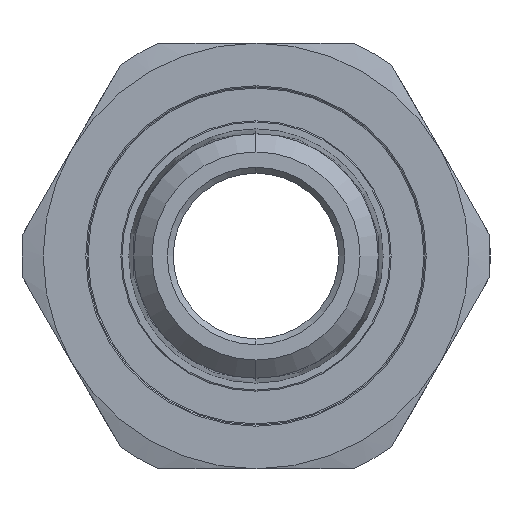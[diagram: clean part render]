
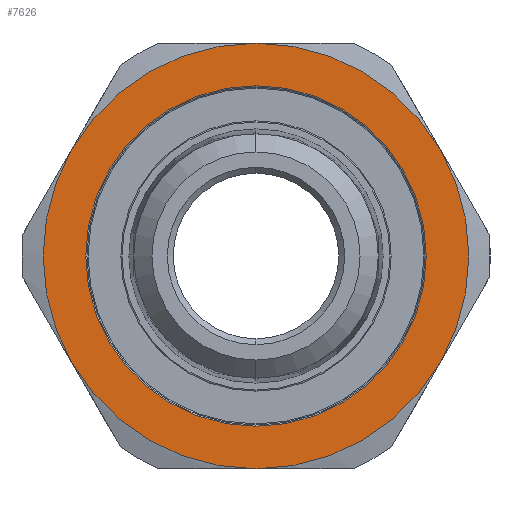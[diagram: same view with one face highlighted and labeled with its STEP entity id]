
A CAD part, left-side view. The second image highlights one B-rep face of the part: STEP entity #7626.
In plain terms, the highlighted planar face has unit normal (-1, 0, 0).
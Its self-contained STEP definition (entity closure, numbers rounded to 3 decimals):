
#243 = EDGE_CURVE ( 'NONE', #16058, #13281, #15414, .T. ) ;
#267 = EDGE_CURVE ( 'NONE', #4773, #16058, #15223, .T. ) ;
#312 = EDGE_CURVE ( 'NONE', #13298, #4773, #15239, .T. ) ;
#343 = EDGE_CURVE ( 'NONE', #5751, #13298, #15021, .T. ) ;
#489 = EDGE_CURVE ( 'NONE', #3360, #5751, #14659, .T. ) ;
#822 = AXIS2_PLACEMENT_3D ( 'NONE', #13469, #5906, #14716 ) ;
#870 = EDGE_CURVE ( 'NONE', #13281, #3360, #11983, .T. ) ;
#1005 = EDGE_CURVE ( 'NONE', #7123, #6555, #11360, .T. ) ;
#1171 = CIRCLE ( 'NONE', #822, 14.4 ) ;
#1613 = CARTESIAN_POINT ( 'NONE',  ( -18.5, 0., 18. ) ) ;
#1661 = DIRECTION ( 'NONE',  ( 0., 0., 1. ) ) ;
#2083 = CARTESIAN_POINT ( 'NONE',  ( -18.5, 0., 14.4 ) ) ;
#2269 = CARTESIAN_POINT ( 'NONE',  ( -18.5, 0., -14.4 ) ) ;
#2324 = EDGE_LOOP ( 'NONE', ( #5735, #5802, #5842, #5898, #5973, #6023 ) ) ;
#2459 = EDGE_LOOP ( 'NONE', ( #6083, #6153 ) ) ;
#3360 = VERTEX_POINT ( 'NONE', #14654 ) ;
#3679 = CARTESIAN_POINT ( 'NONE',  ( -18.5, 15.588, -9. ) ) ;
#4773 = VERTEX_POINT ( 'NONE', #13508 ) ;
#5045 = FACE_OUTER_BOUND ( 'NONE', #2324, .T. ) ;
#5735 = ORIENTED_EDGE ( 'NONE', *, *, #243, .F. ) ;
#5751 = VERTEX_POINT ( 'NONE', #9505 ) ;
#5802 = ORIENTED_EDGE ( 'NONE', *, *, #267, .F. ) ;
#5842 = ORIENTED_EDGE ( 'NONE', *, *, #312, .F. ) ;
#5889 = DIRECTION ( 'NONE',  ( 0., 0., -1. ) ) ;
#5898 = ORIENTED_EDGE ( 'NONE', *, *, #343, .F. ) ;
#5906 = DIRECTION ( 'NONE',  ( 1., 0., 0. ) ) ;
#5917 = DIRECTION ( 'NONE',  ( 1., 0., 0. ) ) ;
#5932 = CARTESIAN_POINT ( 'NONE',  ( -18.5, 0., 0. ) ) ;
#5973 = ORIENTED_EDGE ( 'NONE', *, *, #489, .F. ) ;
#6023 = ORIENTED_EDGE ( 'NONE', *, *, #870, .F. ) ;
#6083 = ORIENTED_EDGE ( 'NONE', *, *, #1005, .T. ) ;
#6153 = ORIENTED_EDGE ( 'NONE', *, *, #15067, .T. ) ;
#6155 = CARTESIAN_POINT ( 'NONE',  ( -18.5, -15.588, 9. ) ) ;
#6555 = VERTEX_POINT ( 'NONE', #2269 ) ;
#6718 = CARTESIAN_POINT ( 'NONE',  ( -18.5, 10.75, 0. ) ) ;
#7043 = FACE_BOUND ( 'NONE', #2459, .T. ) ;
#7123 = VERTEX_POINT ( 'NONE', #2083 ) ;
#7313 = DIRECTION ( 'NONE',  ( 0., 0., 1. ) ) ;
#7371 = DIRECTION ( 'NONE',  ( 1., 0., 0. ) ) ;
#7428 = CARTESIAN_POINT ( 'NONE',  ( -18.5, 0., 0. ) ) ;
#7626 = ADVANCED_FACE ( 'NONE', ( #5045, #7043 ), #13023, .T. ) ;
#8190 = DIRECTION ( 'NONE',  ( 0., 0., -1. ) ) ;
#8211 = DIRECTION ( 'NONE',  ( 1., 0., 0. ) ) ;
#8244 = CARTESIAN_POINT ( 'NONE',  ( -18.5, 0., 0. ) ) ;
#9255 = DIRECTION ( 'NONE',  ( -1., 0., 0. ) ) ;
#9505 = CARTESIAN_POINT ( 'NONE',  ( -18.5, 0., -18. ) ) ;
#9761 = AXIS2_PLACEMENT_3D ( 'NONE', #7428, #7371, #7313 ) ;
#10041 = DIRECTION ( 'NONE',  ( 0., 0., -1. ) ) ;
#10096 = DIRECTION ( 'NONE',  ( 1., 0., 0. ) ) ;
#10118 = CARTESIAN_POINT ( 'NONE',  ( -18.5, 0., 0. ) ) ;
#10146 = AXIS2_PLACEMENT_3D ( 'NONE', #12965, #12952, #12910 ) ;
#10429 = DIRECTION ( 'NONE',  ( 0., 0., -1. ) ) ;
#10445 = DIRECTION ( 'NONE',  ( 1., 0., 0. ) ) ;
#10458 = CARTESIAN_POINT ( 'NONE',  ( -18.5, 0., 0. ) ) ;
#10765 = DIRECTION ( 'NONE',  ( 0., 0., -1. ) ) ;
#10802 = DIRECTION ( 'NONE',  ( 1., 0., 0. ) ) ;
#10823 = CARTESIAN_POINT ( 'NONE',  ( -18.5, 0., 0. ) ) ;
#10911 = AXIS2_PLACEMENT_3D ( 'NONE', #5932, #5917, #5889 ) ;
#11121 = AXIS2_PLACEMENT_3D ( 'NONE', #8244, #8211, #8190 ) ;
#11142 = AXIS2_PLACEMENT_3D ( 'NONE', #10118, #10096, #10041 ) ;
#11212 = AXIS2_PLACEMENT_3D ( 'NONE', #10458, #10445, #10429 ) ;
#11311 = AXIS2_PLACEMENT_3D ( 'NONE', #10823, #10802, #10765 ) ;
#11360 = CIRCLE ( 'NONE', #9761, 14.4 ) ;
#11983 = CIRCLE ( 'NONE', #10146, 18. ) ;
#12910 = DIRECTION ( 'NONE',  ( 0., 0., -1. ) ) ;
#12952 = DIRECTION ( 'NONE',  ( 1., 0., 0. ) ) ;
#12965 = CARTESIAN_POINT ( 'NONE',  ( -18.5, 0., 0. ) ) ;
#13023 = PLANE ( 'NONE',  #14872 ) ;
#13281 = VERTEX_POINT ( 'NONE', #6155 ) ;
#13298 = VERTEX_POINT ( 'NONE', #3679 ) ;
#13469 = CARTESIAN_POINT ( 'NONE',  ( -18.5, 0., 0. ) ) ;
#13508 = CARTESIAN_POINT ( 'NONE',  ( -18.5, 15.588, 9. ) ) ;
#14654 = CARTESIAN_POINT ( 'NONE',  ( -18.5, -15.588, -9. ) ) ;
#14659 = CIRCLE ( 'NONE', #10911, 18. ) ;
#14716 = DIRECTION ( 'NONE',  ( 0., 0., 1. ) ) ;
#14872 = AXIS2_PLACEMENT_3D ( 'NONE', #6718, #9255, #1661 ) ;
#15021 = CIRCLE ( 'NONE', #11121, 18. ) ;
#15067 = EDGE_CURVE ( 'NONE', #6555, #7123, #1171, .T. ) ;
#15223 = CIRCLE ( 'NONE', #11212, 18. ) ;
#15239 = CIRCLE ( 'NONE', #11142, 18. ) ;
#15414 = CIRCLE ( 'NONE', #11311, 18. ) ;
#16058 = VERTEX_POINT ( 'NONE', #1613 ) ;
